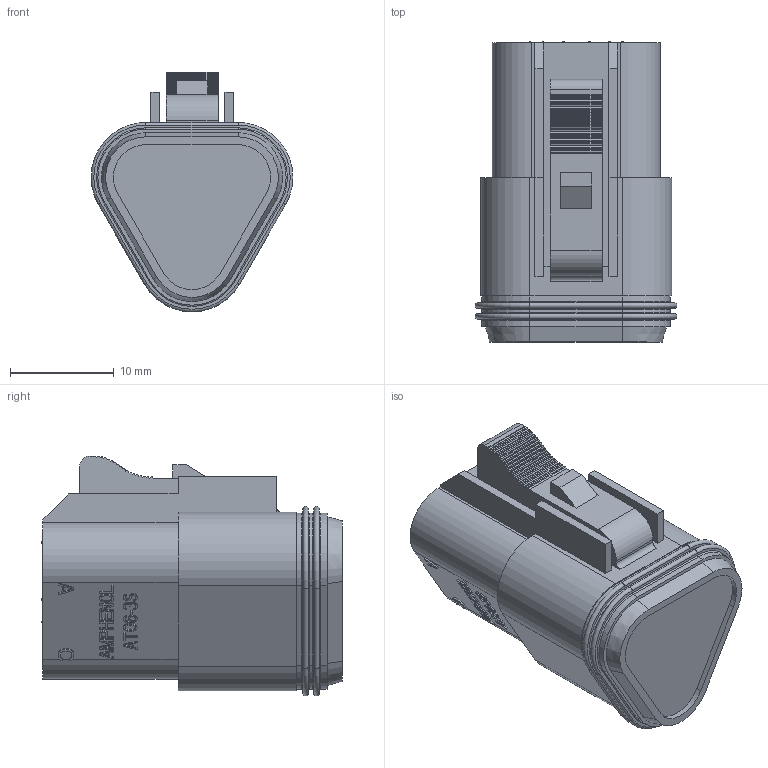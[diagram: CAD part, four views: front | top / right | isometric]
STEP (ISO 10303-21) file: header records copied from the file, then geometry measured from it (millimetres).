
FILE_DESCRIPTION((''),'2;1');
FILE_NAME('26-54224-03S','2016-04-22T',('Jony.xie'),(''),'PRO/ENGINEER BY PARAMETRIC TECHNOLOGY CORPORATION, 2013230','PRO/ENGINEER BY PARAMETRIC TECHNOLOGY CORPORATION, 2013230','');
FILE_SCHEMA(('CONFIG_CONTROL_DESIGN'));
Length unit declared in the file: millimetre
Products named in the file (1): 26-54224-03S
Bounding box: 19.49 x 29 x 23.16 mm (x, y, z)
Volume: 6345.4 mm3; surface area: 2711.4 mm2
Topology: 1 solids, 1 shells, 847 faces, 2351 edges, 1552 vertices
Faces by surface type: plane 738, cylinder 72, torus 18, sphere 12, extrusion 4, cone 3
Entity records: 26637 total; most frequent: CARTESIAN_POINT 4778, ORIENTED_EDGE 4678, DIRECTION 4219, EDGE_CURVE 2339, VECTOR 2137, LINE 2133, VERTEX_POINT 1552, AXIS2_PLACEMENT_3D 1041
